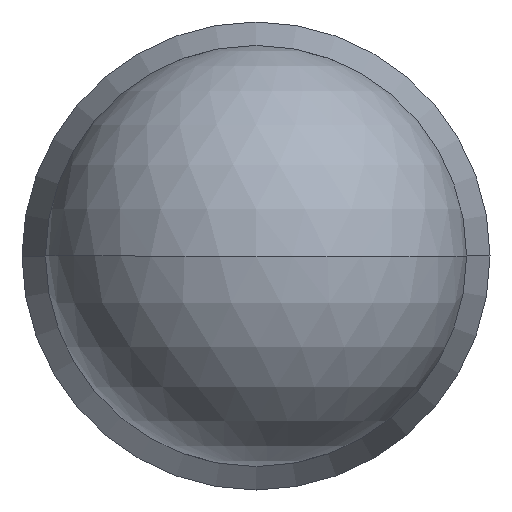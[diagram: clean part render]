
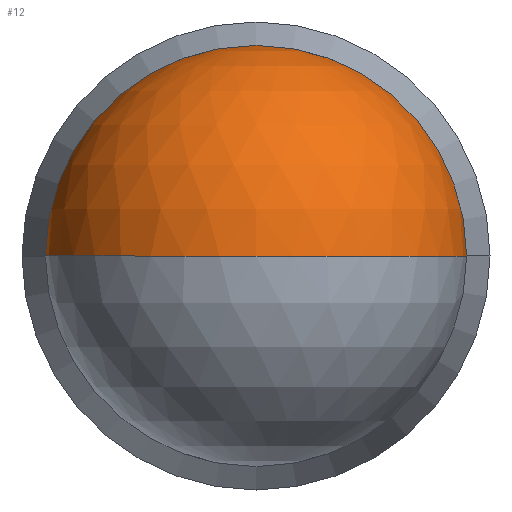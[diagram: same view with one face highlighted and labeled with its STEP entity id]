
A CAD part, front view. The second image highlights one B-rep face of the part: STEP entity #12.
In plain terms, the highlighted spherical face has radius 3.571 mm.
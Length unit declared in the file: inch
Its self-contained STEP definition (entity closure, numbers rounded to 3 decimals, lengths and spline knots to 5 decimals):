
#2 = DIRECTION ( 'NONE',  ( 0., -1., 0. ) ) ;
#5 = AXIS2_PLACEMENT_3D ( 'NONE', #417, #310, #308 ) ;
#10 = VERTEX_POINT ( 'NONE', #108 ) ;
#12 = ADVANCED_FACE ( 'NONE', ( #404 ), #274, .T. ) ;
#31 = CARTESIAN_POINT ( 'NONE',  ( 0., 0.1406, 0. ) ) ;
#37 = ORIENTED_EDGE ( 'NONE', *, *, #74, .F. ) ;
#42 = CARTESIAN_POINT ( 'NONE',  ( 0., 0.1406, 0.1406 ) ) ;
#46 = EDGE_CURVE ( 'NONE', #113, #210, #212, .T. ) ;
#48 = CIRCLE ( 'NONE', #318, 0.1406 ) ;
#59 = CARTESIAN_POINT ( 'NONE',  ( 0., 0.1406, 0. ) ) ;
#74 = EDGE_CURVE ( 'NONE', #10, #210, #155, .T. ) ;
#103 = AXIS2_PLACEMENT_3D ( 'NONE', #178, #381, #278 ) ;
#108 = CARTESIAN_POINT ( 'NONE',  ( 0.1406, 0.1406, 0. ) ) ;
#113 = VERTEX_POINT ( 'NONE', #222 ) ;
#125 = DIRECTION ( 'NONE',  ( 0., 0., -1. ) ) ;
#131 = CARTESIAN_POINT ( 'NONE',  ( 0., 0., 0. ) ) ;
#150 = DIRECTION ( 'NONE',  ( 0., 0., 1. ) ) ;
#154 = CARTESIAN_POINT ( 'NONE',  ( 0., 0.1406, 0. ) ) ;
#155 = CIRCLE ( 'NONE', #343, 0.1406 ) ;
#164 = EDGE_LOOP ( 'NONE', ( #224, #220, #37, #364 ) ) ;
#178 = CARTESIAN_POINT ( 'NONE',  ( 0., 0.1406, 0. ) ) ;
#210 = VERTEX_POINT ( 'NONE', #131 ) ;
#212 = CIRCLE ( 'NONE', #388, 0.1406 ) ;
#220 = ORIENTED_EDGE ( 'NONE', *, *, #46, .T. ) ;
#222 = CARTESIAN_POINT ( 'NONE',  ( -0.1406, 0.1406, 0. ) ) ;
#224 = ORIENTED_EDGE ( 'NONE', *, *, #383, .T. ) ;
#232 = EDGE_CURVE ( 'NONE', #10, #324, #48, .T. ) ;
#250 = DIRECTION ( 'NONE',  ( -1., 0., 0. ) ) ;
#274 = SPHERICAL_SURFACE ( 'NONE', #103, 0.1406 ) ;
#278 = DIRECTION ( 'NONE',  ( 1., 0., 0. ) ) ;
#308 = DIRECTION ( 'NONE',  ( 0., 0., -1. ) ) ;
#310 = DIRECTION ( 'NONE',  ( 0., -1., 0. ) ) ;
#316 = DIRECTION ( 'NONE',  ( 0., 0., -1. ) ) ;
#318 = AXIS2_PLACEMENT_3D ( 'NONE', #31, #2, #316 ) ;
#324 = VERTEX_POINT ( 'NONE', #42 ) ;
#342 = DIRECTION ( 'NONE',  ( 1., 0., 0. ) ) ;
#343 = AXIS2_PLACEMENT_3D ( 'NONE', #154, #125, #250 ) ;
#364 = ORIENTED_EDGE ( 'NONE', *, *, #232, .T. ) ;
#381 = DIRECTION ( 'NONE',  ( 0., 0., 1. ) ) ;
#383 = EDGE_CURVE ( 'NONE', #324, #113, #389, .T. ) ;
#388 = AXIS2_PLACEMENT_3D ( 'NONE', #59, #150, #342 ) ;
#389 = CIRCLE ( 'NONE', #5, 0.1406 ) ;
#404 = FACE_OUTER_BOUND ( 'NONE', #164, .T. ) ;
#417 = CARTESIAN_POINT ( 'NONE',  ( 0., 0.1406, 0. ) ) ;
